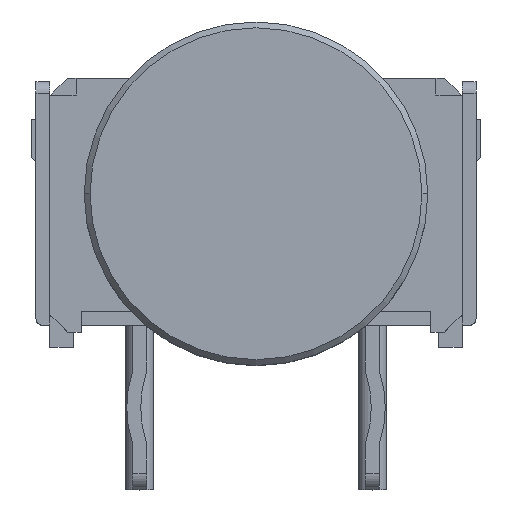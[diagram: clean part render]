
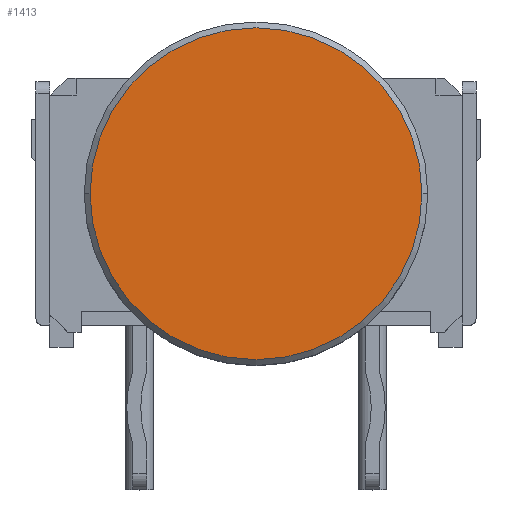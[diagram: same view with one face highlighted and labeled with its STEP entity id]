
A CAD part, top view. The second image highlights one B-rep face of the part: STEP entity #1413.
In plain terms, the highlighted face is planar.
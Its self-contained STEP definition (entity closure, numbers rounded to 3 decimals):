
#274 = DIRECTION ( 'NONE',  ( 0., 0., 1. ) ) ;
#711 = DIRECTION ( 'NONE',  ( 0., 1., 0. ) ) ;
#723 = DIRECTION ( 'NONE',  ( 0., 0., -1. ) ) ;
#934 = VERTEX_POINT ( 'NONE', #3822 ) ;
#1005 = CIRCLE ( 'NONE', #5225, 3.619 ) ;
#1121 = DIRECTION ( 'NONE',  ( 0., -1., 0. ) ) ;
#1186 = CARTESIAN_POINT ( 'NONE',  ( 0., 6.299, 0. ) ) ;
#1413 = ADVANCED_FACE ( 'NONE', ( #5991 ), #3173, .F. ) ;
#1983 = EDGE_LOOP ( 'NONE', ( #5105, #6549 ) ) ;
#2342 = EDGE_CURVE ( 'NONE', #934, #5551, #1005, .T. ) ;
#2896 = CARTESIAN_POINT ( 'NONE',  ( 0., 6.299, -3.619 ) ) ;
#3173 = PLANE ( 'NONE',  #4795 ) ;
#3822 = CARTESIAN_POINT ( 'NONE',  ( 0., 6.299, 3.619 ) ) ;
#3855 = DIRECTION ( 'NONE',  ( 0., 1., 0. ) ) ;
#4316 = DIRECTION ( 'NONE',  ( 0., 0., 1. ) ) ;
#4795 = AXIS2_PLACEMENT_3D ( 'NONE', #1186, #1121, #723 ) ;
#5105 = ORIENTED_EDGE ( 'NONE', *, *, #5555, .T. ) ;
#5225 = AXIS2_PLACEMENT_3D ( 'NONE', #5845, #711, #4316 ) ;
#5551 = VERTEX_POINT ( 'NONE', #2896 ) ;
#5555 = EDGE_CURVE ( 'NONE', #5551, #934, #6476, .T. ) ;
#5845 = CARTESIAN_POINT ( 'NONE',  ( 0., 6.299, 0. ) ) ;
#5991 = FACE_OUTER_BOUND ( 'NONE', #1983, .T. ) ;
#6215 = AXIS2_PLACEMENT_3D ( 'NONE', #6400, #3855, #274 ) ;
#6400 = CARTESIAN_POINT ( 'NONE',  ( 0., 6.299, 0. ) ) ;
#6476 = CIRCLE ( 'NONE', #6215, 3.619 ) ;
#6549 = ORIENTED_EDGE ( 'NONE', *, *, #2342, .T. ) ;
